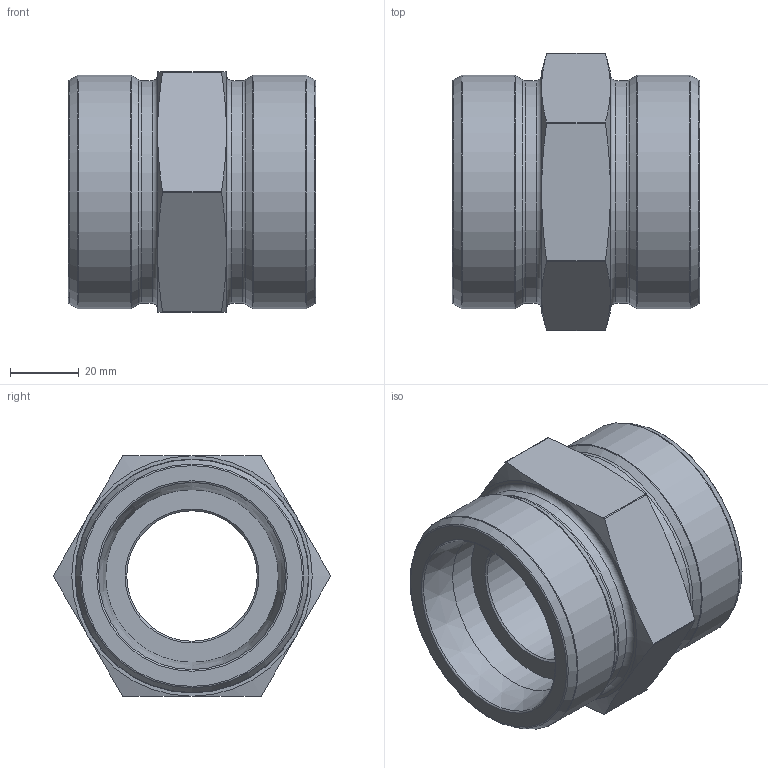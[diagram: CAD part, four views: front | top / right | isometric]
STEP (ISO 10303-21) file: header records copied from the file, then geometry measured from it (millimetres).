
FILE_DESCRIPTION(/* description */ (''),/* implementation_level */ '2;1');
FILE_NAME(/* name */ 'X-GV50.stp',/* time_stamp */ '2023-10-05T08:38:15+02:00',/* author */ (''),/* organization */ (''),/* preprocessor_version */ 'ST-DEVELOPER v16',/* originating_system */ 'SIEMENS PLM Software NX 10.0',/* authorisation */ '');
FILE_SCHEMA (('CONFIG_CONTROL_DESIGN'));
Length unit declared in the file: millimetre
Products named in the file (1): X-GV50
Bounding box: 72 x 80.72 x 70 mm (x, y, z)
Volume: 152526.2 mm3; surface area: 31201.3 mm2
Topology: 1 solids, 1 shells, 57 faces, 122 edges, 71 vertices
Faces by surface type: cone 20, cylinder 13, plane 12, torus 12
Full cylindrical faces by diameter (mm): 38 x1, 50.26 x2, 64.9 x2, 68 x2
Entity records: 1582 total; most frequent: CARTESIAN_POINT 434, DIRECTION 216, ORIENTED_EDGE 184, AXIS2_PLACEMENT_3D 102, EDGE_CURVE 92, EDGE_LOOP 90, VERTEX_POINT 68, FACE_BOUND 66
